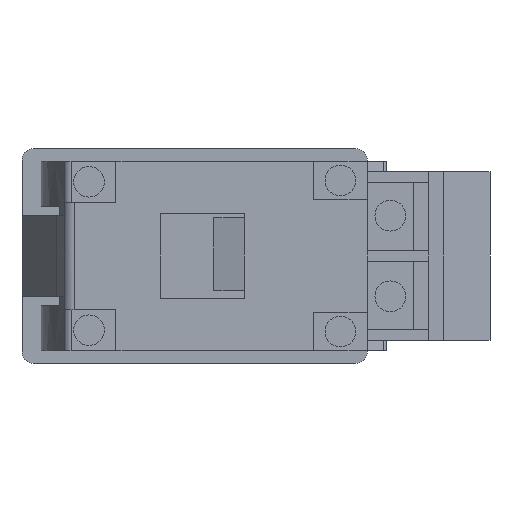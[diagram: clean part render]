
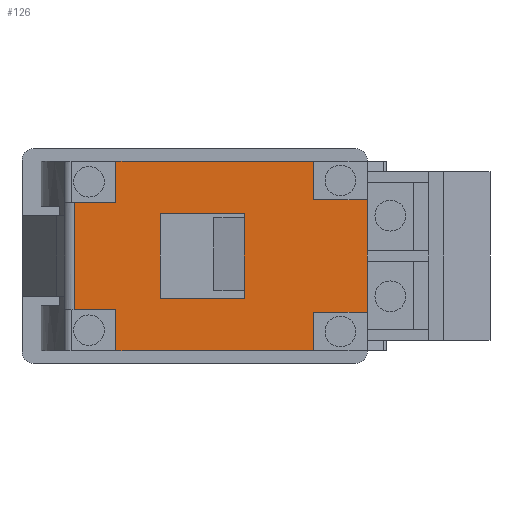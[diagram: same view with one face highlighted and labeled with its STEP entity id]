
A CAD part, front view. The second image highlights one B-rep face of the part: STEP entity #126.
In plain terms, the highlighted planar face has unit normal (0, -1, 0).
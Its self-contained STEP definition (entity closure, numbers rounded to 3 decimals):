
#12 = VECTOR ( 'NONE', #663, 1000. ) ;
#33 = VECTOR ( 'NONE', #8172, 1000. ) ;
#60 = ORIENTED_EDGE ( 'NONE', *, *, #128, .F. ) ;
#83 = VERTEX_POINT ( 'NONE', #2507 ) ;
#126 = ADVANCED_FACE ( 'NONE', ( #1900, #3805 ), #5742, .F. ) ;
#128 = EDGE_CURVE ( 'NONE', #3043, #3449, #3845, .T. ) ;
#131 = DIRECTION ( 'NONE',  ( 1., 0., 0. ) ) ;
#195 = CARTESIAN_POINT ( 'NONE',  ( -16.5, -12.9, -7. ) ) ;
#257 = CARTESIAN_POINT ( 'NONE',  ( 6.5, -12.9, 5.5 ) ) ;
#275 = ORIENTED_EDGE ( 'NONE', *, *, #5989, .T. ) ;
#421 = CARTESIAN_POINT ( 'NONE',  ( -15.685, -12.9, 0. ) ) ;
#444 = DIRECTION ( 'NONE',  ( 0., 0., -1. ) ) ;
#468 = VERTEX_POINT ( 'NONE', #6130 ) ;
#663 = DIRECTION ( 'NONE',  ( -1., 0., 0. ) ) ;
#689 = ORIENTED_EDGE ( 'NONE', *, *, #7443, .T. ) ;
#742 = CARTESIAN_POINT ( 'NONE',  ( 6.5, -12.9, 5.5 ) ) ;
#762 = CARTESIAN_POINT ( 'NONE',  ( 15.5, -12.9, 12.35 ) ) ;
#806 = VECTOR ( 'NONE', #8062, 1000. ) ;
#835 = VECTOR ( 'NONE', #3365, 1000. ) ;
#861 = VECTOR ( 'NONE', #5195, 1000. ) ;
#876 = VERTEX_POINT ( 'NONE', #4846 ) ;
#888 = LINE ( 'NONE', #5546, #33 ) ;
#946 = VERTEX_POINT ( 'NONE', #2930 ) ;
#1147 = CARTESIAN_POINT ( 'NONE',  ( 15.5, -12.9, 12.35 ) ) ;
#1150 = CARTESIAN_POINT ( 'NONE',  ( 22.5, -12.9, 7. ) ) ;
#1254 = LINE ( 'NONE', #1382, #1400 ) ;
#1331 = ORIENTED_EDGE ( 'NONE', *, *, #7568, .T. ) ;
#1382 = CARTESIAN_POINT ( 'NONE',  ( 22.5, -12.9, 7.35 ) ) ;
#1384 = VERTEX_POINT ( 'NONE', #257 ) ;
#1400 = VECTOR ( 'NONE', #3933, 1000. ) ;
#1504 = AXIS2_PLACEMENT_3D ( 'NONE', #4504, #7152, #8367 ) ;
#1540 = EDGE_LOOP ( 'NONE', ( #275, #7961, #7769, #2589 ) ) ;
#1547 = EDGE_CURVE ( 'NONE', #4254, #3540, #8358, .T. ) ;
#1580 = DIRECTION ( 'NONE',  ( 1., 0., 0. ) ) ;
#1602 = ORIENTED_EDGE ( 'NONE', *, *, #2449, .T. ) ;
#1714 = VECTOR ( 'NONE', #7667, 1000. ) ;
#1792 = VERTEX_POINT ( 'NONE', #3335 ) ;
#1837 = LINE ( 'NONE', #3166, #5780 ) ;
#1900 = FACE_BOUND ( 'NONE', #1540, .T. ) ;
#1913 = EDGE_CURVE ( 'NONE', #946, #8445, #6168, .T. ) ;
#2034 = LINE ( 'NONE', #4674, #835 ) ;
#2037 = ORIENTED_EDGE ( 'NONE', *, *, #4591, .T. ) ;
#2130 = DIRECTION ( 'NONE',  ( 0., 0., -1. ) ) ;
#2276 = ORIENTED_EDGE ( 'NONE', *, *, #7407, .T. ) ;
#2299 = EDGE_CURVE ( 'NONE', #4279, #7683, #2420, .T. ) ;
#2420 = LINE ( 'NONE', #5741, #3662 ) ;
#2421 = DIRECTION ( 'NONE',  ( -1., 0., 0. ) ) ;
#2449 = EDGE_CURVE ( 'NONE', #7722, #8445, #6139, .T. ) ;
#2507 = CARTESIAN_POINT ( 'NONE',  ( 22.5, -12.9, 7.35 ) ) ;
#2589 = ORIENTED_EDGE ( 'NONE', *, *, #1547, .T. ) ;
#2798 = DIRECTION ( 'NONE',  ( 1., 0., 0. ) ) ;
#2930 = CARTESIAN_POINT ( 'NONE',  ( -10.25, -12.9, -12.35 ) ) ;
#3043 = VERTEX_POINT ( 'NONE', #8000 ) ;
#3166 = CARTESIAN_POINT ( 'NONE',  ( -4.5, -12.9, 5.5 ) ) ;
#3224 = EDGE_CURVE ( 'NONE', #83, #3043, #7737, .T. ) ;
#3280 = VERTEX_POINT ( 'NONE', #7216 ) ;
#3335 = CARTESIAN_POINT ( 'NONE',  ( 6.5, -12.9, -5.5 ) ) ;
#3357 = ORIENTED_EDGE ( 'NONE', *, *, #2299, .T. ) ;
#3365 = DIRECTION ( 'NONE',  ( 0., 0., -1. ) ) ;
#3371 = CARTESIAN_POINT ( 'NONE',  ( -10.25, -12.9, -7. ) ) ;
#3426 = CARTESIAN_POINT ( 'NONE',  ( -4.5, -12.9, 5.5 ) ) ;
#3449 = VERTEX_POINT ( 'NONE', #4084 ) ;
#3502 = CARTESIAN_POINT ( 'NONE',  ( -10.25, -12.9, -12.35 ) ) ;
#3540 = VERTEX_POINT ( 'NONE', #3426 ) ;
#3602 = EDGE_CURVE ( 'NONE', #1792, #4254, #7988, .T. ) ;
#3661 = CARTESIAN_POINT ( 'NONE',  ( -15.685, -12.9, -7. ) ) ;
#3662 = VECTOR ( 'NONE', #444, 1000. ) ;
#3715 = VECTOR ( 'NONE', #2421, 1000. ) ;
#3785 = LINE ( 'NONE', #421, #6678 ) ;
#3805 = FACE_OUTER_BOUND ( 'NONE', #7302, .T. ) ;
#3845 = LINE ( 'NONE', #7191, #3715 ) ;
#3933 = DIRECTION ( 'NONE',  ( -1., 0., 0. ) ) ;
#4084 = CARTESIAN_POINT ( 'NONE',  ( 15.5, -12.9, -7.35 ) ) ;
#4151 = LINE ( 'NONE', #4811, #5561 ) ;
#4254 = VERTEX_POINT ( 'NONE', #4568 ) ;
#4279 = VERTEX_POINT ( 'NONE', #8394 ) ;
#4504 = CARTESIAN_POINT ( 'NONE',  ( 0., -12.9, 0. ) ) ;
#4568 = CARTESIAN_POINT ( 'NONE',  ( -4.5, -12.9, -5.5 ) ) ;
#4591 = EDGE_CURVE ( 'NONE', #946, #468, #4151, .T. ) ;
#4661 = EDGE_CURVE ( 'NONE', #3449, #468, #2034, .T. ) ;
#4674 = CARTESIAN_POINT ( 'NONE',  ( 15.5, -12.9, -12.35 ) ) ;
#4711 = LINE ( 'NONE', #7923, #6665 ) ;
#4811 = CARTESIAN_POINT ( 'NONE',  ( -10.25, -12.9, -12.35 ) ) ;
#4846 = CARTESIAN_POINT ( 'NONE',  ( -15.685, -12.9, 7. ) ) ;
#5067 = EDGE_CURVE ( 'NONE', #876, #7683, #4711, .T. ) ;
#5148 = DIRECTION ( 'NONE',  ( 1., 0., 0. ) ) ;
#5195 = DIRECTION ( 'NONE',  ( 0., 0., -1. ) ) ;
#5546 = CARTESIAN_POINT ( 'NONE',  ( 16.25, -12.9, 12.35 ) ) ;
#5561 = VECTOR ( 'NONE', #131, 1000. ) ;
#5571 = LINE ( 'NONE', #742, #7703 ) ;
#5676 = LINE ( 'NONE', #1147, #7362 ) ;
#5741 = CARTESIAN_POINT ( 'NONE',  ( -10.25, -12.9, 12.35 ) ) ;
#5742 = PLANE ( 'NONE',  #1504 ) ;
#5780 = VECTOR ( 'NONE', #5148, 1000. ) ;
#5834 = ORIENTED_EDGE ( 'NONE', *, *, #1913, .F. ) ;
#5957 = ORIENTED_EDGE ( 'NONE', *, *, #3224, .F. ) ;
#5989 = EDGE_CURVE ( 'NONE', #3540, #1384, #1837, .T. ) ;
#6019 = EDGE_CURVE ( 'NONE', #1384, #1792, #5571, .T. ) ;
#6130 = CARTESIAN_POINT ( 'NONE',  ( 15.5, -12.9, -12.35 ) ) ;
#6139 = LINE ( 'NONE', #195, #7256 ) ;
#6168 = LINE ( 'NONE', #3502, #806 ) ;
#6612 = CARTESIAN_POINT ( 'NONE',  ( 6.5, -12.9, -5.5 ) ) ;
#6665 = VECTOR ( 'NONE', #2798, 1000. ) ;
#6678 = VECTOR ( 'NONE', #7012, 1000. ) ;
#6820 = ORIENTED_EDGE ( 'NONE', *, *, #6994, .T. ) ;
#6994 = EDGE_CURVE ( 'NONE', #83, #3280, #1254, .T. ) ;
#7012 = DIRECTION ( 'NONE',  ( 0., 0., -1. ) ) ;
#7152 = DIRECTION ( 'NONE',  ( 0., 1., 0. ) ) ;
#7191 = CARTESIAN_POINT ( 'NONE',  ( 22.5, -12.9, -7.35 ) ) ;
#7198 = ORIENTED_EDGE ( 'NONE', *, *, #4661, .F. ) ;
#7216 = CARTESIAN_POINT ( 'NONE',  ( 15.5, -12.9, 7.35 ) ) ;
#7256 = VECTOR ( 'NONE', #1580, 1000. ) ;
#7302 = EDGE_LOOP ( 'NONE', ( #6820, #1331, #2276, #3357, #7940, #689, #1602, #5834, #2037, #7198, #60, #5957 ) ) ;
#7345 = VERTEX_POINT ( 'NONE', #762 ) ;
#7362 = VECTOR ( 'NONE', #8306, 1000. ) ;
#7407 = EDGE_CURVE ( 'NONE', #7345, #4279, #888, .T. ) ;
#7443 = EDGE_CURVE ( 'NONE', #876, #7722, #3785, .T. ) ;
#7568 = EDGE_CURVE ( 'NONE', #3280, #7345, #5676, .T. ) ;
#7612 = CARTESIAN_POINT ( 'NONE',  ( -10.25, -12.9, 7. ) ) ;
#7667 = DIRECTION ( 'NONE',  ( 0., 0., 1. ) ) ;
#7683 = VERTEX_POINT ( 'NONE', #7612 ) ;
#7703 = VECTOR ( 'NONE', #2130, 1000. ) ;
#7722 = VERTEX_POINT ( 'NONE', #3661 ) ;
#7737 = LINE ( 'NONE', #1150, #861 ) ;
#7769 = ORIENTED_EDGE ( 'NONE', *, *, #3602, .T. ) ;
#7923 = CARTESIAN_POINT ( 'NONE',  ( -16.5, -12.9, 7. ) ) ;
#7940 = ORIENTED_EDGE ( 'NONE', *, *, #5067, .F. ) ;
#7961 = ORIENTED_EDGE ( 'NONE', *, *, #6019, .T. ) ;
#7988 = LINE ( 'NONE', #6612, #12 ) ;
#8000 = CARTESIAN_POINT ( 'NONE',  ( 22.5, -12.9, -7.35 ) ) ;
#8062 = DIRECTION ( 'NONE',  ( 0., 0., 1. ) ) ;
#8172 = DIRECTION ( 'NONE',  ( -1., 0., 0. ) ) ;
#8306 = DIRECTION ( 'NONE',  ( 0., 0., 1. ) ) ;
#8358 = LINE ( 'NONE', #8437, #1714 ) ;
#8367 = DIRECTION ( 'NONE',  ( 1., 0., 0. ) ) ;
#8394 = CARTESIAN_POINT ( 'NONE',  ( -10.25, -12.9, 12.35 ) ) ;
#8437 = CARTESIAN_POINT ( 'NONE',  ( -4.5, -12.9, -5.5 ) ) ;
#8445 = VERTEX_POINT ( 'NONE', #3371 ) ;
